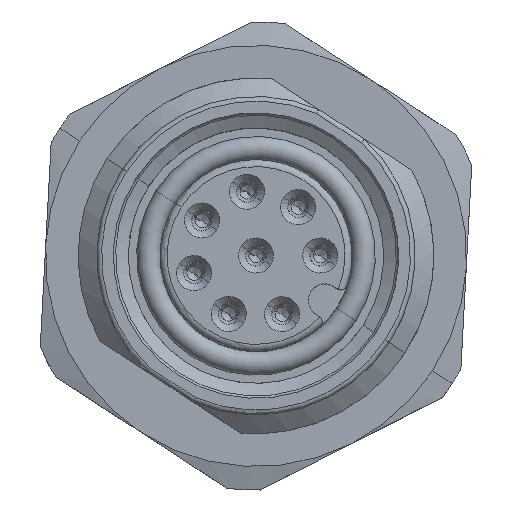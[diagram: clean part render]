
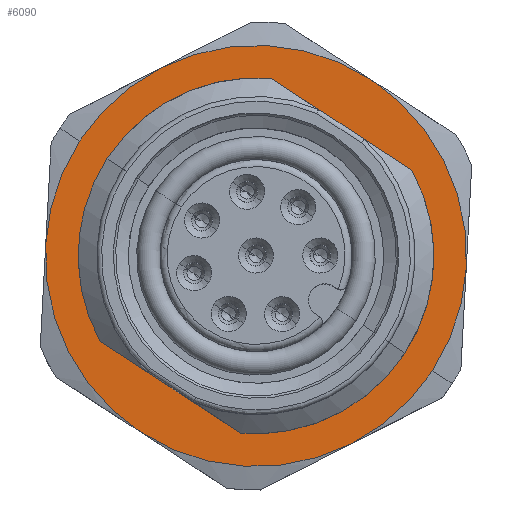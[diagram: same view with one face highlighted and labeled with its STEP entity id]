
A CAD part, top view. The second image highlights one B-rep face of the part: STEP entity #6090.
In plain terms, the highlighted planar face has unit normal (0, 0, 1).
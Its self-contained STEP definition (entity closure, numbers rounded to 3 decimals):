
#5952=AXIS2_PLACEMENT_3D('Circle Axis2P3D',#5950,#5951,$) ;
#5970=AXIS2_PLACEMENT_3D('Plane Axis2P3D',#5967,#5968,#5969) ;
#5974=AXIS2_PLACEMENT_3D('Circle Axis2P3D',#5972,#5973,$) ;
#5983=AXIS2_PLACEMENT_3D('Circle Axis2P3D',#5981,#5982,$) ;
#5990=AXIS2_PLACEMENT_3D('Circle Axis2P3D',#5988,#5989,$) ;
#5997=AXIS2_PLACEMENT_3D('Circle Axis2P3D',#5995,#5996,$) ;
#6004=AXIS2_PLACEMENT_3D('Circle Axis2P3D',#6002,#6003,$) ;
#6011=AXIS2_PLACEMENT_3D('Circle Axis2P3D',#6009,#6010,$) ;
#6018=AXIS2_PLACEMENT_3D('Circle Axis2P3D',#6016,#6017,$) ;
#6025=AXIS2_PLACEMENT_3D('Circle Axis2P3D',#6023,#6024,$) ;
#5727=CARTESIAN_POINT('Vertex',(2.558,6.342,65.3)) ;
#5730=CARTESIAN_POINT('Line Origine',(5.565,4.385,65.3)) ;
#5734=CARTESIAN_POINT('Vertex',(8.572,2.428,65.3)) ;
#5844=CARTESIAN_POINT('Vertex',(15.882,13.658,65.3)) ;
#5847=CARTESIAN_POINT('Line Origine',(12.875,15.615,65.3)) ;
#5851=CARTESIAN_POINT('Vertex',(9.868,17.572,65.3)) ;
#5945=CARTESIAN_POINT('Vertex',(2.851,14.146,65.3)) ;
#5950=CARTESIAN_POINT('Axis2P3D Location',(9.22,10.,65.3)) ;
#5967=CARTESIAN_POINT('Axis2P3D Location',(9.22,10.,65.3)) ;
#5972=CARTESIAN_POINT('Axis2P3D Location',(9.22,10.,65.3)) ;
#5976=CARTESIAN_POINT('Vertex',(4.31,2.457,65.3)) ;
#5978=CARTESIAN_POINT('Vertex',(13.297,1.977,65.3)) ;
#5981=CARTESIAN_POINT('Axis2P3D Location',(9.22,10.,65.3)) ;
#5985=CARTESIAN_POINT('Vertex',(16.763,5.09,65.3)) ;
#5988=CARTESIAN_POINT('Axis2P3D Location',(9.22,10.,65.3)) ;
#5992=CARTESIAN_POINT('Vertex',(18.207,9.519,65.3)) ;
#5995=CARTESIAN_POINT('Axis2P3D Location',(9.22,10.,65.3)) ;
#5999=CARTESIAN_POINT('Vertex',(14.13,17.543,65.3)) ;
#6002=CARTESIAN_POINT('Axis2P3D Location',(9.22,10.,65.3)) ;
#6006=CARTESIAN_POINT('Vertex',(5.143,18.023,65.3)) ;
#6009=CARTESIAN_POINT('Axis2P3D Location',(9.22,10.,65.3)) ;
#6013=CARTESIAN_POINT('Vertex',(1.677,14.91,65.3)) ;
#6016=CARTESIAN_POINT('Axis2P3D Location',(9.22,10.,65.3)) ;
#6020=CARTESIAN_POINT('Vertex',(0.233,10.481,65.3)) ;
#6023=CARTESIAN_POINT('Axis2P3D Location',(9.22,10.,65.3)) ;
#6039=CARTESIAN_POINT('Control Point',(15.882,13.658,65.3)) ;
#6040=CARTESIAN_POINT('Control Point',(16.272,12.948,65.3)) ;
#6041=CARTESIAN_POINT('Control Point',(16.567,12.186,65.3)) ;
#6042=CARTESIAN_POINT('Control Point',(16.759,11.388,65.3)) ;
#6043=CARTESIAN_POINT('Control Point',(16.924,9.762,65.3)) ;
#6044=CARTESIAN_POINT('Control Point',(16.658,8.148,65.3)) ;
#6045=CARTESIAN_POINT('Control Point',(16.418,7.364,65.3)) ;
#6046=CARTESIAN_POINT('Control Point',(16.068,6.604,65.3)) ;
#6047=CARTESIAN_POINT('Control Point',(15.622,5.904,65.3)) ;
#6048=CARTESIAN_POINT('Control Point',(15.611,5.887,65.3)) ;
#6049=CARTESIAN_POINT('Control Point',(15.6,5.87,65.3)) ;
#6050=CARTESIAN_POINT('Control Point',(15.589,5.854,65.3)) ;
#6051=CARTESIAN_POINT('Vertex',(15.589,5.854,65.3)) ;
#6055=CARTESIAN_POINT('Control Point',(15.589,5.854,65.3)) ;
#6056=CARTESIAN_POINT('Control Point',(15.158,5.191,65.3)) ;
#6057=CARTESIAN_POINT('Control Point',(14.641,4.585,65.3)) ;
#6058=CARTESIAN_POINT('Control Point',(14.047,4.049,65.3)) ;
#6059=CARTESIAN_POINT('Control Point',(12.717,3.134,65.3)) ;
#6060=CARTESIAN_POINT('Control Point',(11.195,2.594,65.3)) ;
#6061=CARTESIAN_POINT('Control Point',(10.392,2.425,65.3)) ;
#6062=CARTESIAN_POINT('Control Point',(9.537,2.362,65.3)) ;
#6063=CARTESIAN_POINT('Control Point',(8.689,2.418,65.3)) ;
#6064=CARTESIAN_POINT('Control Point',(8.65,2.421,65.3)) ;
#6065=CARTESIAN_POINT('Control Point',(8.611,2.424,65.3)) ;
#6066=CARTESIAN_POINT('Control Point',(8.572,2.428,65.3)) ;
#6069=CARTESIAN_POINT('Control Point',(2.851,14.146,65.3)) ;
#6070=CARTESIAN_POINT('Control Point',(3.282,14.809,65.3)) ;
#6071=CARTESIAN_POINT('Control Point',(3.799,15.415,65.3)) ;
#6072=CARTESIAN_POINT('Control Point',(4.393,15.951,65.3)) ;
#6073=CARTESIAN_POINT('Control Point',(5.723,16.866,65.3)) ;
#6074=CARTESIAN_POINT('Control Point',(7.245,17.406,65.3)) ;
#6075=CARTESIAN_POINT('Control Point',(8.048,17.575,65.3)) ;
#6076=CARTESIAN_POINT('Control Point',(8.903,17.638,65.3)) ;
#6077=CARTESIAN_POINT('Control Point',(9.751,17.582,65.3)) ;
#6078=CARTESIAN_POINT('Control Point',(9.79,17.579,65.3)) ;
#6079=CARTESIAN_POINT('Control Point',(9.829,17.576,65.3)) ;
#6080=CARTESIAN_POINT('Control Point',(9.868,17.572,65.3)) ;
#5731=DIRECTION('Vector Direction',(0.838,-0.546,0.)) ;
#5848=DIRECTION('Vector Direction',(-0.838,0.546,0.)) ;
#5951=DIRECTION('Axis2P3D Direction',(-0.,0.,-1.)) ;
#5968=DIRECTION('Axis2P3D Direction',(-0.,0.,1.)) ;
#5969=DIRECTION('Axis2P3D XDirection',(0.838,-0.546,0.)) ;
#5973=DIRECTION('Axis2P3D Direction',(-0.,0.,1.)) ;
#5982=DIRECTION('Axis2P3D Direction',(-0.,0.,1.)) ;
#5989=DIRECTION('Axis2P3D Direction',(-0.,0.,1.)) ;
#5996=DIRECTION('Axis2P3D Direction',(-0.,0.,1.)) ;
#6003=DIRECTION('Axis2P3D Direction',(-0.,0.,1.)) ;
#6010=DIRECTION('Axis2P3D Direction',(-0.,0.,1.)) ;
#6017=DIRECTION('Axis2P3D Direction',(-0.,0.,1.)) ;
#6024=DIRECTION('Axis2P3D Direction',(-0.,0.,1.)) ;
#5732=VECTOR('Line Direction',#5731,1.) ;
#5849=VECTOR('Line Direction',#5848,1.) ;
#6029=ORIENTED_EDGE('',*,*,#5980,.T.) ;
#6030=ORIENTED_EDGE('',*,*,#5987,.T.) ;
#6031=ORIENTED_EDGE('',*,*,#5994,.T.) ;
#6032=ORIENTED_EDGE('',*,*,#6001,.T.) ;
#6033=ORIENTED_EDGE('',*,*,#6008,.T.) ;
#6034=ORIENTED_EDGE('',*,*,#6015,.T.) ;
#6035=ORIENTED_EDGE('',*,*,#6022,.T.) ;
#6036=ORIENTED_EDGE('',*,*,#6027,.T.) ;
#6083=ORIENTED_EDGE('',*,*,#5853,.F.) ;
#6084=ORIENTED_EDGE('',*,*,#6053,.T.) ;
#6085=ORIENTED_EDGE('',*,*,#6067,.T.) ;
#6086=ORIENTED_EDGE('',*,*,#5736,.F.) ;
#6087=ORIENTED_EDGE('',*,*,#5954,.T.) ;
#6088=ORIENTED_EDGE('',*,*,#6081,.T.) ;
#6089=FACE_BOUND('',#6082,.T.) ;
#6090=ADVANCED_FACE('Hauptk\X2\00F6\X0\rper',(#6037,#6089),#5971,.T.) ;
#6038=B_SPLINE_CURVE_WITH_KNOTS('',5,(#6039,#6040,#6041,#6042,#6043,#6044,#6045,#6046,#6047,#6048,#6049,#6050),.UNSPECIFIED.,.F.,.U.,(6,3,3,6),(0.,5.73,11.46,11.599),.UNSPECIFIED.) ;
#6054=B_SPLINE_CURVE_WITH_KNOTS('',5,(#6055,#6056,#6057,#6058,#6059,#6060,#6061,#6062,#6063,#6064,#6065,#6066),.UNSPECIFIED.,.F.,.U.,(6,3,3,6),(11.599,17.19,22.919,23.198),.UNSPECIFIED.) ;
#6068=B_SPLINE_CURVE_WITH_KNOTS('',5,(#6069,#6070,#6071,#6072,#6073,#6074,#6075,#6076,#6077,#6078,#6079,#6080),.UNSPECIFIED.,.F.,.U.,(6,3,3,6),(11.599,17.19,22.919,23.198),.UNSPECIFIED.) ;
#5953=CIRCLE('generated circle',#5952,7.6) ;
#5975=CIRCLE('generated circle',#5974,9.) ;
#5984=CIRCLE('generated circle',#5983,9.) ;
#5991=CIRCLE('generated circle',#5990,9.) ;
#5998=CIRCLE('generated circle',#5997,9.) ;
#6005=CIRCLE('generated circle',#6004,9.) ;
#6012=CIRCLE('generated circle',#6011,9.) ;
#6019=CIRCLE('generated circle',#6018,9.) ;
#6026=CIRCLE('generated circle',#6025,9.) ;
#5736=EDGE_CURVE('',#5728,#5735,#5733,.T.) ;
#5853=EDGE_CURVE('',#5845,#5852,#5850,.T.) ;
#5954=EDGE_CURVE('',#5728,#5946,#5953,.T.) ;
#5980=EDGE_CURVE('',#5977,#5979,#5975,.T.) ;
#5987=EDGE_CURVE('',#5979,#5986,#5984,.T.) ;
#5994=EDGE_CURVE('',#5986,#5993,#5991,.T.) ;
#6001=EDGE_CURVE('',#5993,#6000,#5998,.T.) ;
#6008=EDGE_CURVE('',#6000,#6007,#6005,.T.) ;
#6015=EDGE_CURVE('',#6007,#6014,#6012,.T.) ;
#6022=EDGE_CURVE('',#6014,#6021,#6019,.T.) ;
#6027=EDGE_CURVE('',#6021,#5977,#6026,.T.) ;
#6053=EDGE_CURVE('',#5845,#6052,#6038,.T.) ;
#6067=EDGE_CURVE('',#6052,#5735,#6054,.T.) ;
#6081=EDGE_CURVE('',#5946,#5852,#6068,.T.) ;
#6028=EDGE_LOOP('',(#6029,#6030,#6031,#6032,#6033,#6034,#6035,#6036)) ;
#6082=EDGE_LOOP('',(#6083,#6084,#6085,#6086,#6087,#6088)) ;
#6037=FACE_OUTER_BOUND('',#6028,.T.) ;
#5733=LINE('Line',#5730,#5732) ;
#5850=LINE('Line',#5847,#5849) ;
#5971=PLANE('',#5970) ;
#5728=VERTEX_POINT('',#5727) ;
#5735=VERTEX_POINT('',#5734) ;
#5845=VERTEX_POINT('',#5844) ;
#5852=VERTEX_POINT('',#5851) ;
#5946=VERTEX_POINT('',#5945) ;
#5977=VERTEX_POINT('',#5976) ;
#5979=VERTEX_POINT('',#5978) ;
#5986=VERTEX_POINT('',#5985) ;
#5993=VERTEX_POINT('',#5992) ;
#6000=VERTEX_POINT('',#5999) ;
#6007=VERTEX_POINT('',#6006) ;
#6014=VERTEX_POINT('',#6013) ;
#6021=VERTEX_POINT('',#6020) ;
#6052=VERTEX_POINT('',#6051) ;
